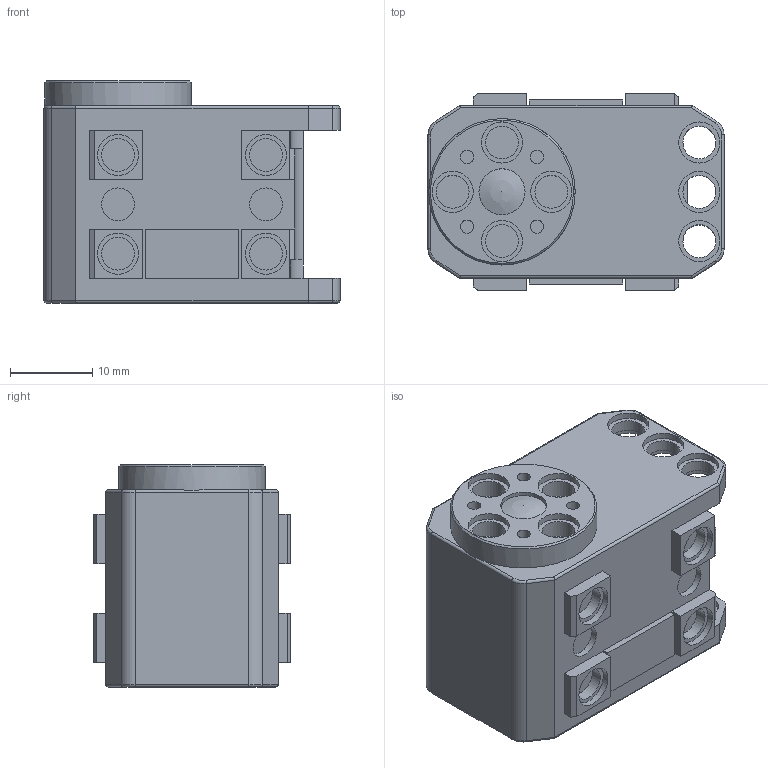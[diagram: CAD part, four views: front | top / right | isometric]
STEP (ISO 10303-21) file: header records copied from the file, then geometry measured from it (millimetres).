
FILE_DESCRIPTION(/* description */ (''),/* implementation_level */ '2;1');
FILE_NAME(/* name */ 'XL-320 v1.step',/* time_stamp */ '2021-12-13T01:37:42+01:00',/* author */ (''),/* organization */ (''),/* preprocessor_version */ 'ST-DEVELOPER v18.1',/* originating_system */ 'Autodesk Translation Framework v10.10.0.1391',/* authorisation */ '');
FILE_SCHEMA (('AUTOMOTIVE_DESIGN { 1 0 10303 214 3 1 1 }'));
Length unit declared in the file: millimetre
Products named in the file (1): XL-320 v1 (2)
Bounding box: 36 x 24 x 27 mm (x, y, z)
Volume: 16254.8 mm3; surface area: 5343.1 mm2
Topology: 1 solids, 1 shells, 229 faces, 486 edges, 313 vertices
Faces by surface type: plane 133, cylinder 86, torus 8, cone 1, sphere 1
Full cylindrical faces by diameter (mm): 1.6 x4, 4 x25, 5 x27, 5.6 x1, 17.8 x1
Entity records: 6222 total; most frequent: DIRECTION 1124, CARTESIAN_POINT 1037, ORIENTED_EDGE 970, EDGE_CURVE 485, AXIS2_PLACEMENT_3D 410, VERTEX_POINT 313, LINE 304, VECTOR 304
